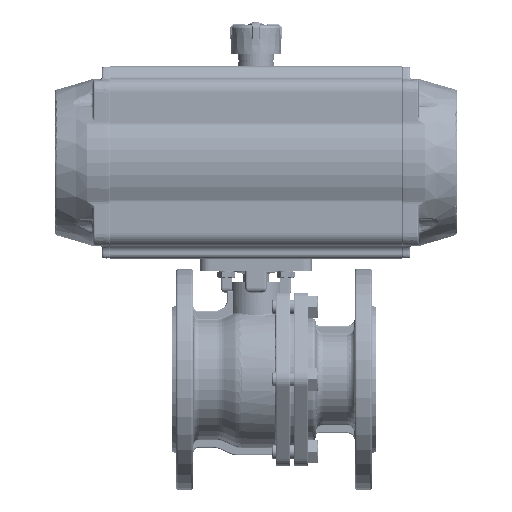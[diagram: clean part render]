
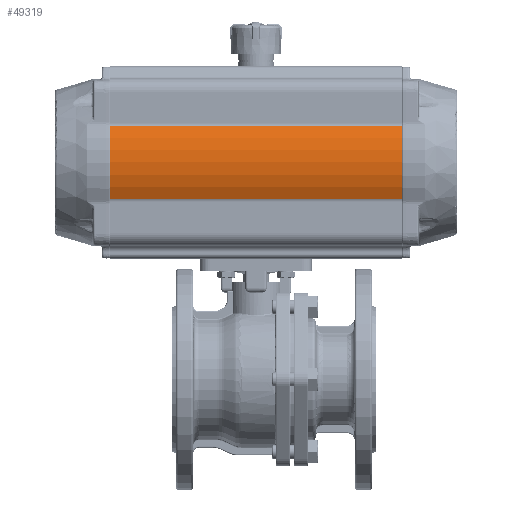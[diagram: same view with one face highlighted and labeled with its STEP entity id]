
A CAD part, top view. The second image highlights one B-rep face of the part: STEP entity #49319.
In plain terms, the highlighted cylindrical face has radius 68.7 mm (diameter 137.4 mm), a partial arc.
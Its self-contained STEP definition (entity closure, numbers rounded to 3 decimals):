
#1788=CYLINDRICAL_SURFACE('',#53409,68.7);
#3133=LINE('',#105979,#5788);
#3134=LINE('',#105989,#5789);
#5788=VECTOR('',#60583,1000.);
#5789=VECTOR('',#60594,1000.);
#14172=ORIENTED_EDGE('',*,*,#27011,.F.);
#14173=ORIENTED_EDGE('',*,*,#27008,.T.);
#14174=ORIENTED_EDGE('',*,*,#27012,.T.);
#14175=ORIENTED_EDGE('',*,*,#27013,.T.);
#27008=EDGE_CURVE('',#33785,#33786,#3133,.T.);
#27011=EDGE_CURVE('',#33785,#33787,#37904,.T.);
#27012=EDGE_CURVE('',#33786,#33788,#37905,.T.);
#27013=EDGE_CURVE('',#33788,#33787,#3134,.T.);
#33785=VERTEX_POINT('',#105980);
#33786=VERTEX_POINT('',#105981);
#33787=VERTEX_POINT('',#105986);
#33788=VERTEX_POINT('',#105988);
#37904=CIRCLE('',#53410,68.7);
#37905=CIRCLE('',#53411,68.7);
#40854=EDGE_LOOP('',(#14172,#14173,#14174,#14175));
#44805=FACE_BOUND('',#40854,.T.);
#49319=ADVANCED_FACE('',(#44805),#1788,.T.);
#53409=AXIS2_PLACEMENT_3D('',#105984,#60588,#60589);
#53410=AXIS2_PLACEMENT_3D('',#105985,#60590,#60591);
#53411=AXIS2_PLACEMENT_3D('',#105987,#60592,#60593);
#60583=DIRECTION('',(0.,0.,-1.));
#60588=DIRECTION('',(0.,0.,1.));
#60589=DIRECTION('',(1.,0.,0.));
#60590=DIRECTION('',(0.,0.,1.));
#60591=DIRECTION('',(1.,0.,0.));
#60592=DIRECTION('',(0.,0.,1.));
#60593=DIRECTION('',(1.,0.,0.));
#60594=DIRECTION('',(0.,0.,1.));
#105979=CARTESIAN_POINT('',(-61.618,30.379,0.));
#105980=CARTESIAN_POINT('',(-61.618,30.379,244.));
#105981=CARTESIAN_POINT('',(-61.618,30.379,0.));
#105984=CARTESIAN_POINT('',(0.,0.,0.));
#105985=CARTESIAN_POINT('',(0.,0.,244.));
#105986=CARTESIAN_POINT('',(-61.618,-30.379,244.));
#105987=CARTESIAN_POINT('',(0.,0.,0.));
#105988=CARTESIAN_POINT('',(-61.618,-30.379,0.));
#105989=CARTESIAN_POINT('',(-61.618,-30.379,0.));
